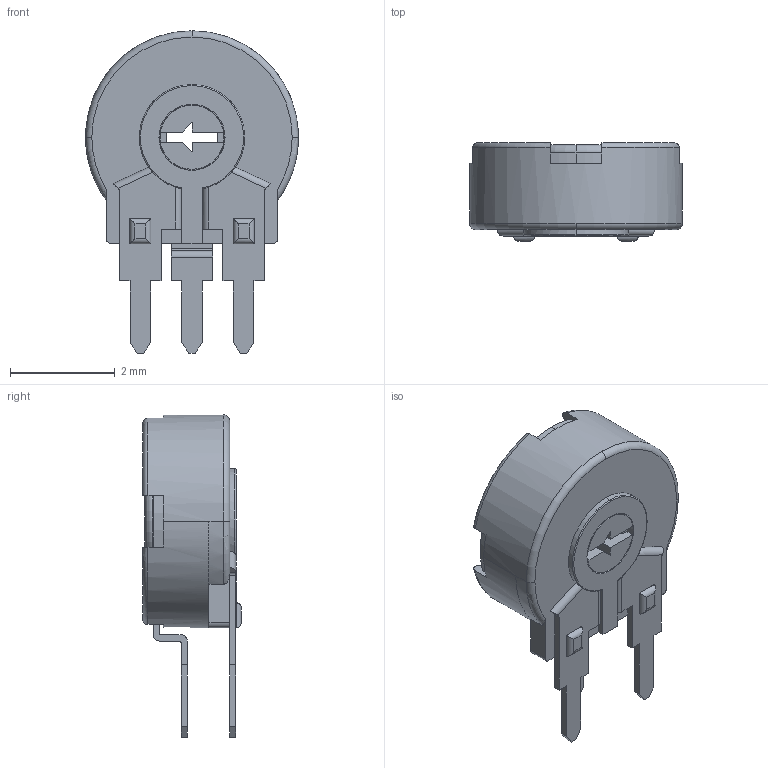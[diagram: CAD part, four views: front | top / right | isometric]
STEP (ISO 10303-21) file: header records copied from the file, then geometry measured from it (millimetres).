
FILE_DESCRIPTION(('STEP AP214'),'1');
FILE_NAME('tmp0.step','2017-01-11T00:04:09',(' '),(' '),'Spatial InterOp 3D',' ',' ');
FILE_SCHEMA(('automotive_design'));
Length unit declared in the file: millimetre
Products named in the file (1): NONE
Bounding box: 4.06 x 1.87 x 6.14 mm (x, y, z)
Volume: 20.2 mm3; surface area: 79.5 mm2
Topology: 1 solids, 1 shells, 181 faces, 496 edges, 326 vertices
Faces by surface type: plane 111, cylinder 48, torus 18, bspline 4
Entity records: 7330 total; most frequent: CARTESIAN_POINT 1261, ORIENTED_EDGE 992, DIRECTION 926, EDGE_CURVE 496, LINE 330, VECTOR 330, VERTEX_POINT 326, AXIS2_PLACEMENT_3D 298
